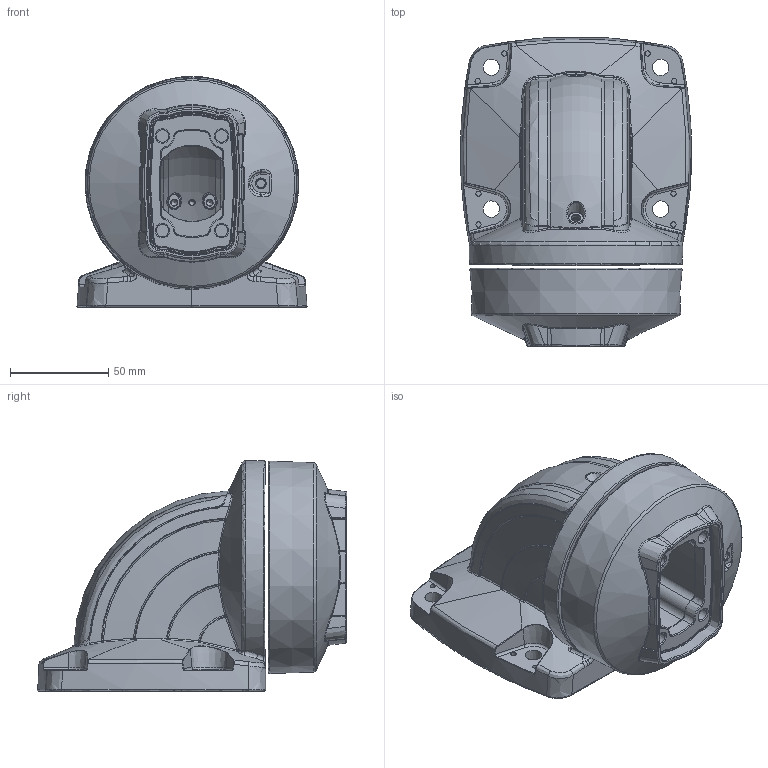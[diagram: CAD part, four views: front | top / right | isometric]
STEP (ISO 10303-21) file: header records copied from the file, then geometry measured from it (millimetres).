
FILE_DESCRIPTION (( 'STEP AP203' ), '1' );
FILE_NAME ('TK045.710.STEP', '2019-02-27T13:26:00', ( '' ), ( '' ), 'SwSTEP 2.0', 'SolidWorks 2018', '' );
FILE_SCHEMA (( 'CONFIG_CONTROL_DESIGN' ));
Length unit declared in the file: millimetre
Products named in the file (1): TK045.710
Bounding box: 117.17 x 157.34 x 117.09 mm (x, y, z)
Volume: 503456.8 mm3; surface area: 130933.7 mm2
Topology: 3 solids, 19 shells, 1549 faces, 3771 edges, 2208 vertices
Faces by surface type: bspline 953, torus 144, cylinder 139, plane 127, cone 126, sphere 60
Full cylindrical faces by diameter (mm): 2.668 x8, 3.6 x2, 7.673 x4, 38.91 x1
Entity records: 89436 total; most frequent: CARTESIAN_POINT 62041, ORIENTED_EDGE 7008, DIRECTION 3626, EDGE_CURVE 3504, VERTEX_POINT 2117, B_SPLINE_CURVE_WITH_KNOTS 2031, EDGE_LOOP 1715, AXIS2_PLACEMENT_3D 1676
